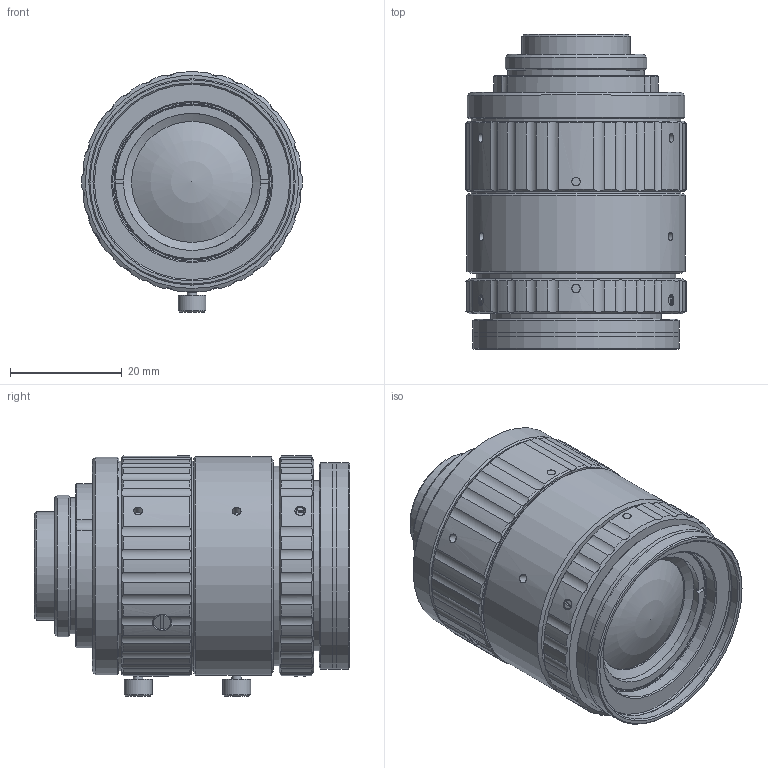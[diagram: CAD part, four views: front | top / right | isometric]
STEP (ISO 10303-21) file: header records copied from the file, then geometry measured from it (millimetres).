
FILE_DESCRIPTION(('STEP AP214'),'1');
FILE_NAME('SM1624-MP20.stp','2023-05-11T06:19:24',(' '),(' '),'Spatial InterOp 3D',' ',' ');
FILE_SCHEMA(('AUTOMOTIVE_DESIGN { 1 0 10303 214 1 1 1 1 }'));
Length unit declared in the file: metre
Products named in the file (3): SM1624-MP20; Component1; Component2
Assembly tree (2 placements, depth 2):
  SM1624-MP20
    Component1
    Component2
Bounding box: 39.5 x 56.48 x 43.11 mm (x, y, z)
Surface area: 22468 mm2
Topology: 2 solids, 2 shells, 750 faces, 1942 edges, 1268 vertices
Faces by surface type: cylinder 314, plane 258, cone 158, bspline 14, torus 4, sphere 2
Full cylindrical faces by diameter (mm): 1.5 x4, 1.567 x8, 1.7 x4, 2 x2, 2.5 x2, 2.8 x2, 3 x8, 3.4 x2, 4.999 x4, 16.5 x2, 21.7 x2, 21.887 x2, 24.4 x2, 25.4 x2, 35.8 x2, 37.6 x4, 38.2 x4, 39 x2, 39.2 x2
Entity records: 32374 total; most frequent: CARTESIAN_POINT 9249, ORIENTED_EDGE 3512, DIRECTION 3302, EDGE_CURVE 1756, AXIS2_PLACEMENT_3D 1263, VERTEX_POINT 1234, EDGE_LOOP 972, FACE_OUTER_BOUND 814
